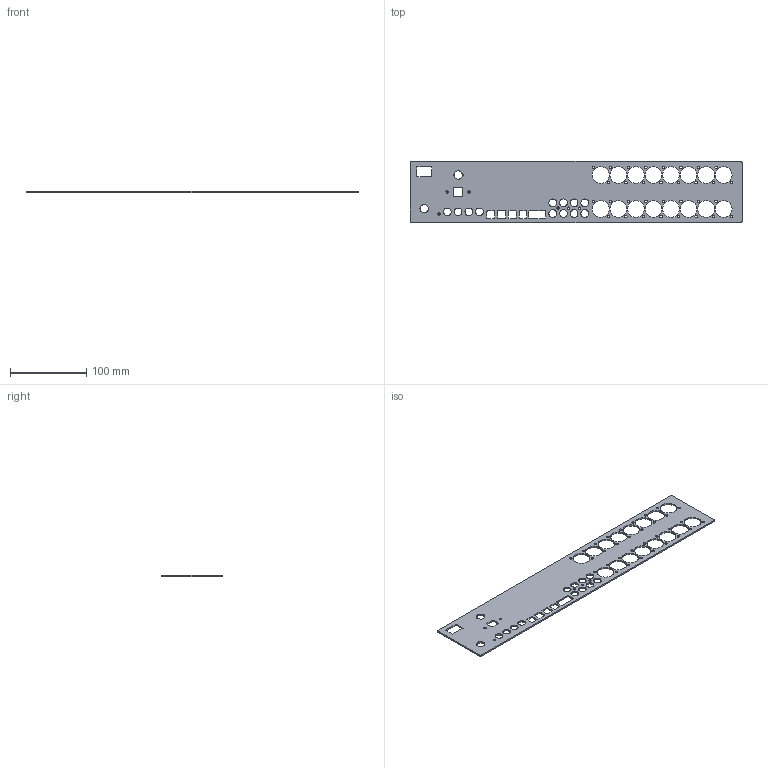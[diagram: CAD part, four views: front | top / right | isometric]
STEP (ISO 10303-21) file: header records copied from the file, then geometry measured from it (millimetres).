
FILE_DESCRIPTION(('STEP AP214'),'1');
FILE_NAME('Panel-B+12v.stp','2020-02-19T05:08:30',(' '),(' '),'Spatial InterOp 3D',' ',' ');
FILE_SCHEMA(('AUTOMOTIVE_DESIGN { 1 0 10303 214 1 1 1 1 }'));
Length unit declared in the file: metre
Products named in the file (1): 1580188344
Bounding box: 435 x 80 x 2 mm (x, y, z)
Volume: 52401.1 mm3; surface area: 59008.4 mm2
Topology: 1 solids, 1 shells, 145 faces, 496 edges, 353 vertices
Faces by surface type: cylinder 101, plane 44
Full cylindrical faces by diameter (mm): 3.2 x38, 10 x4, 10.2 x8, 11.1 x1, 22 x16
Entity records: 6087 total; most frequent: DIRECTION 856, CARTESIAN_POINT 794, ORIENTED_EDGE 724, EDGE_LOOP 362, EDGE_CURVE 362, AXIS2_PLACEMENT_3D 348, VERTEX_POINT 286, FACE_OUTER_BOUND 212
